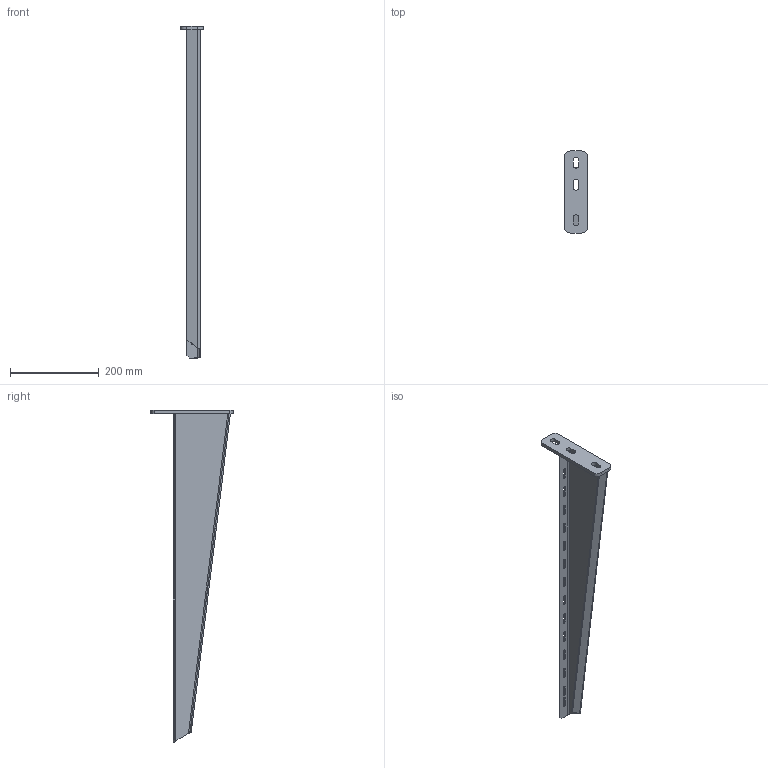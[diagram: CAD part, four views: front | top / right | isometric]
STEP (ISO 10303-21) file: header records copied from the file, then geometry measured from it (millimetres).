
FILE_DESCRIPTION (( 'STEP AP203' ), '1' );
FILE_NAME ('10-02-1390.STEP', '2013-05-02T10:44:53', ( 'asennus' ), ( '' ), 'SwSTEP 2.0', 'SolidWorks 2013', '' );
FILE_SCHEMA (( 'CONFIG_CONTROL_DESIGN' ));
Length unit declared in the file: millimetre
Products named in the file (1): 10-02-1390
Bounding box: 50 x 185 x 748 mm (x, y, z)
Volume: 355846.8 mm3; surface area: 222325.3 mm2
Topology: 2 solids, 2 shells, 117 faces, 323 edges, 210 vertices
Faces by surface type: plane 58, cylinder 56, bspline 3
Entity records: 3982 total; most frequent: CARTESIAN_POINT 784, DIRECTION 651, ORIENTED_EDGE 646, EDGE_CURVE 323, AXIS2_PLACEMENT_3D 225, VERTEX_POINT 210, LINE 201, VECTOR 201
